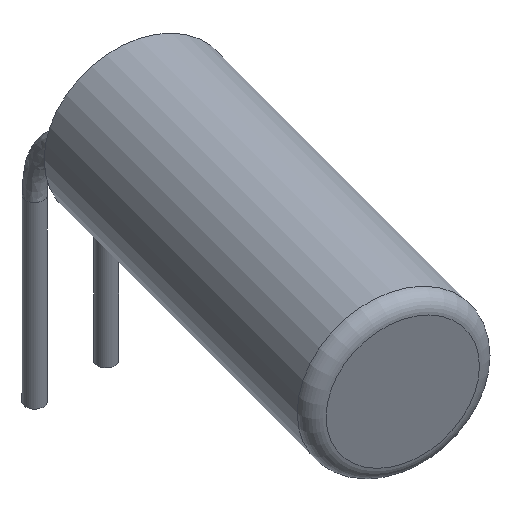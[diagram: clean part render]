
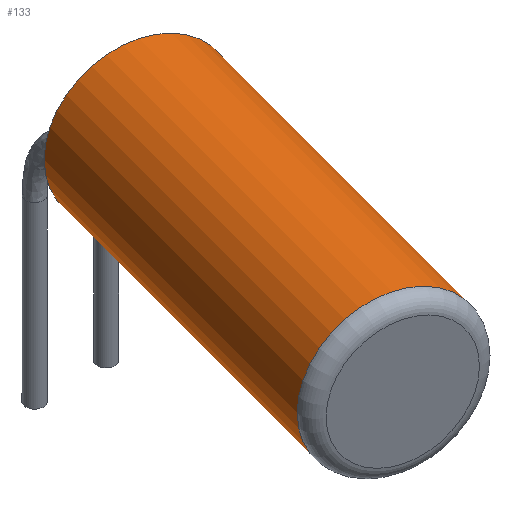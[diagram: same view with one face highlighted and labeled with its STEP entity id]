
A CAD part, isometric view. The second image highlights one B-rep face of the part: STEP entity #133.
In plain terms, the highlighted cylindrical face has radius 2.6 mm (diameter 5.2 mm), a full revolution.
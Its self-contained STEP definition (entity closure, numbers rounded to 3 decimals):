
#29=LINE('',#239,#32);
#32=VECTOR('',#195,2.6);
#35=CYLINDRICAL_SURFACE('',#165,2.6);
#39=FACE_OUTER_BOUND('',#51,.T.);
#51=EDGE_LOOP('',(#104,#105,#106,#107,#108));
#64=CIRCLE('',#163,2.6);
#65=CIRCLE('',#164,2.6);
#66=CIRCLE('',#166,2.6);
#74=VERTEX_POINT('',#232);
#75=VERTEX_POINT('',#234);
#76=VERTEX_POINT('',#238);
#85=EDGE_CURVE('',#74,#75,#64,.T.);
#86=EDGE_CURVE('',#75,#74,#65,.T.);
#87=EDGE_CURVE('',#75,#76,#29,.T.);
#88=EDGE_CURVE('',#76,#76,#66,.T.);
#104=ORIENTED_EDGE('',*,*,#86,.F.);
#105=ORIENTED_EDGE('',*,*,#87,.T.);
#106=ORIENTED_EDGE('',*,*,#88,.F.);
#107=ORIENTED_EDGE('',*,*,#87,.F.);
#108=ORIENTED_EDGE('',*,*,#85,.F.);
#133=ADVANCED_FACE('',(#39),#35,.T.);
#163=AXIS2_PLACEMENT_3D('',#235,#189,#190);
#164=AXIS2_PLACEMENT_3D('',#236,#191,#192);
#165=AXIS2_PLACEMENT_3D('',#237,#193,#194);
#166=AXIS2_PLACEMENT_3D('',#240,#196,#197);
#189=DIRECTION('center_axis',(-0.259,-0.966,0.));
#190=DIRECTION('ref_axis',(0.966,-0.259,0.));
#191=DIRECTION('center_axis',(-0.259,-0.966,0.));
#192=DIRECTION('ref_axis',(0.966,-0.259,0.));
#193=DIRECTION('center_axis',(-0.259,-0.966,0.));
#194=DIRECTION('ref_axis',(0.966,-0.259,0.));
#195=DIRECTION('',(0.259,0.966,0.));
#196=DIRECTION('center_axis',(0.259,0.966,0.));
#197=DIRECTION('ref_axis',(0.966,-0.259,0.));
#232=CARTESIAN_POINT('',(-3.202,-8.992,2.6));
#234=CARTESIAN_POINT('',(-5.714,-8.319,0.));
#235=CARTESIAN_POINT('Origin',(-3.202,-8.992,0.));
#236=CARTESIAN_POINT('Origin',(-3.202,-8.992,0.));
#237=CARTESIAN_POINT('Origin',(-0.096,2.599,0.));
#238=CARTESIAN_POINT('',(-2.608,3.272,0.));
#239=CARTESIAN_POINT('',(-2.608,3.272,0.));
#240=CARTESIAN_POINT('Origin',(-0.096,2.599,0.));
